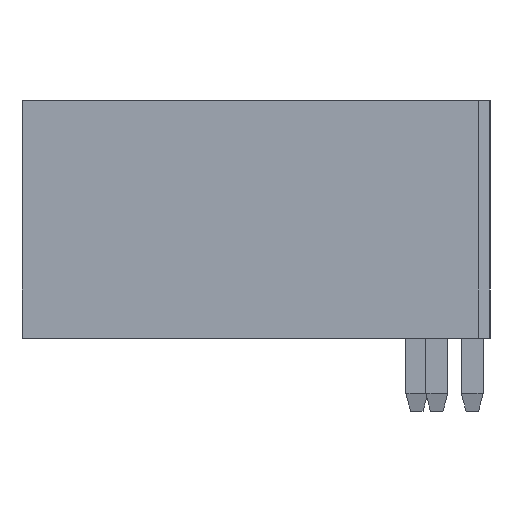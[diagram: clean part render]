
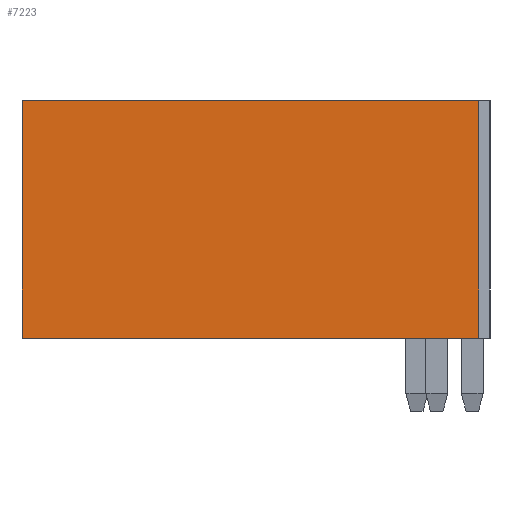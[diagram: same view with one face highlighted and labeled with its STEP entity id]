
A CAD part, left-side view. The second image highlights one B-rep face of the part: STEP entity #7223.
In plain terms, the highlighted planar face has unit normal (-1, 0, 0).
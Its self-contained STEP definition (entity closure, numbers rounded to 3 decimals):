
#16 = VECTOR ( 'NONE', #1091, 1000. ) ;
#352 = DIRECTION ( 'NONE',  ( 0., 0., 1. ) ) ;
#571 = CARTESIAN_POINT ( 'NONE',  ( -17.2, 0.5, 5.35 ) ) ;
#677 = EDGE_CURVE ( 'NONE', #5361, #13044, #13738, .T. ) ;
#858 = VECTOR ( 'NONE', #14533, 1000. ) ;
#1091 = DIRECTION ( 'NONE',  ( 0., 0., 1. ) ) ;
#1506 = EDGE_CURVE ( 'NONE', #15051, #5361, #8416, .T. ) ;
#1887 = ORIENTED_EDGE ( 'NONE', *, *, #13866, .F. ) ;
#2773 = CARTESIAN_POINT ( 'NONE',  ( -17.2, 0.5, -5.35 ) ) ;
#5361 = VERTEX_POINT ( 'NONE', #14347 ) ;
#5529 = EDGE_CURVE ( 'NONE', #15051, #8001, #11560, .T. ) ;
#5729 = ORIENTED_EDGE ( 'NONE', *, *, #5529, .F. ) ;
#6458 = DIRECTION ( 'NONE',  ( 0., 1., 0. ) ) ;
#7014 = EDGE_LOOP ( 'NONE', ( #16563, #1887, #5729, #12885 ) ) ;
#7223 = ADVANCED_FACE ( 'NONE', ( #8414 ), #11304, .T. ) ;
#7291 = CARTESIAN_POINT ( 'NONE',  ( -17.2, 21.1, 5.35 ) ) ;
#8001 = VERTEX_POINT ( 'NONE', #10263 ) ;
#8414 = FACE_OUTER_BOUND ( 'NONE', #7014, .T. ) ;
#8416 = LINE ( 'NONE', #11496, #16 ) ;
#9736 = AXIS2_PLACEMENT_3D ( 'NONE', #9763, #10226, #17169 ) ;
#9763 = CARTESIAN_POINT ( 'NONE',  ( -17.2, 10.8, -5.35 ) ) ;
#10226 = DIRECTION ( 'NONE',  ( -1., 0., 0. ) ) ;
#10263 = CARTESIAN_POINT ( 'NONE',  ( -17.2, 21.1, -5.35 ) ) ;
#10447 = CARTESIAN_POINT ( 'NONE',  ( -17.2, 0.5, -5.35 ) ) ;
#11304 = PLANE ( 'NONE',  #9736 ) ;
#11496 = CARTESIAN_POINT ( 'NONE',  ( -17.2, 0.5, -5.35 ) ) ;
#11560 = LINE ( 'NONE', #2773, #858 ) ;
#12885 = ORIENTED_EDGE ( 'NONE', *, *, #1506, .T. ) ;
#13044 = VERTEX_POINT ( 'NONE', #7291 ) ;
#13738 = LINE ( 'NONE', #571, #19015 ) ;
#13866 = EDGE_CURVE ( 'NONE', #8001, #13044, #16348, .T. ) ;
#14347 = CARTESIAN_POINT ( 'NONE',  ( -17.2, 0.5, 5.35 ) ) ;
#14533 = DIRECTION ( 'NONE',  ( 0., 1., 0. ) ) ;
#15051 = VERTEX_POINT ( 'NONE', #10447 ) ;
#16348 = LINE ( 'NONE', #18047, #16756 ) ;
#16563 = ORIENTED_EDGE ( 'NONE', *, *, #677, .T. ) ;
#16756 = VECTOR ( 'NONE', #352, 1000. ) ;
#17169 = DIRECTION ( 'NONE',  ( 0., 0., 1. ) ) ;
#18047 = CARTESIAN_POINT ( 'NONE',  ( -17.2, 21.1, -5.35 ) ) ;
#19015 = VECTOR ( 'NONE', #6458, 1000. ) ;
